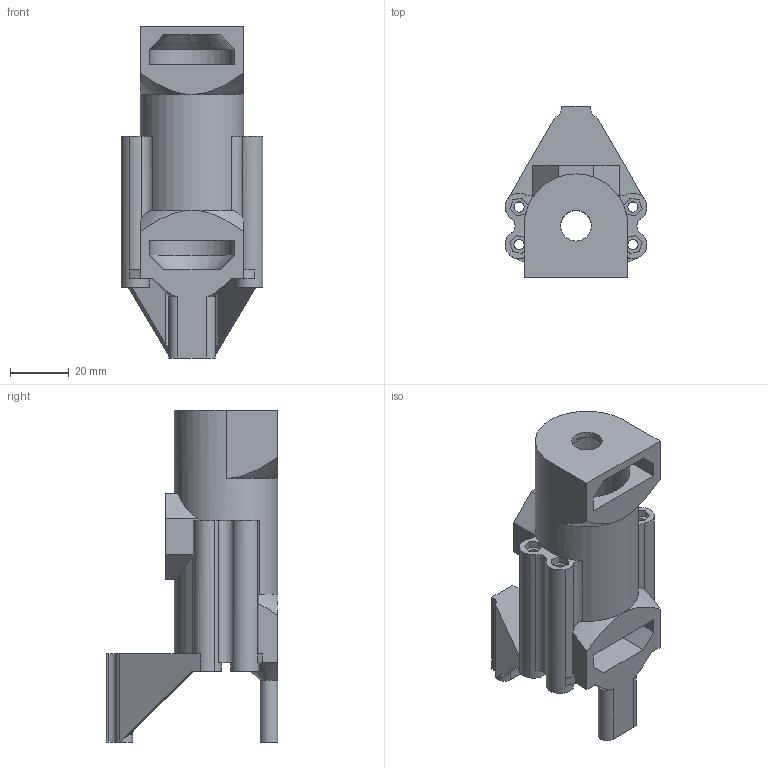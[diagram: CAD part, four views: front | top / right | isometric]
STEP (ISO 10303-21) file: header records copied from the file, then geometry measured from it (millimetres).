
FILE_DESCRIPTION(/* description */ (''),/* implementation_level */ '2;1');
FILE_NAME(/* name */ 'Dispensador V3.3.stp',/* time_stamp */ '2021-02-09T15:40:47-05:00',/* author */ ('juanp'),/* organization */ (''),/* preprocessor_version */ 'ST-DEVELOPER v18.1',/* originating_system */ 'Autodesk Inventor 2020',/* authorisation */ '');
FILE_SCHEMA (('AUTOMOTIVE_DESIGN { 1 0 10303 214 3 1 1 }'));
Length unit declared in the file: inch
Products named in the file (2): Dispensador V3.3; Solid1
Assembly tree (1 placements, depth 2):
  Dispensador V3.3
    Solid1
Bounding box: 48.22 x 58.42 x 113 mm (x, y, z)
Volume: 53671.4 mm3; surface area: 31205.7 mm2
Topology: 1 solids, 1 shells, 214 faces, 577 edges, 375 vertices
Faces by surface type: plane 154, cylinder 48, cone 10, bspline 2
Full cylindrical faces by diameter (mm): 1.5 x4, 3.5 x4, 4.5 x2, 5.55 x4, 7.5 x2, 9.5 x2, 10.5 x2, 29.222 x1, 35.222 x1
Entity records: 6855 total; most frequent: CARTESIAN_POINT 1287, ORIENTED_EDGE 1154, DIRECTION 1146, EDGE_CURVE 577, LINE 394, VECTOR 394, AXIS2_PLACEMENT_3D 376, VERTEX_POINT 375
